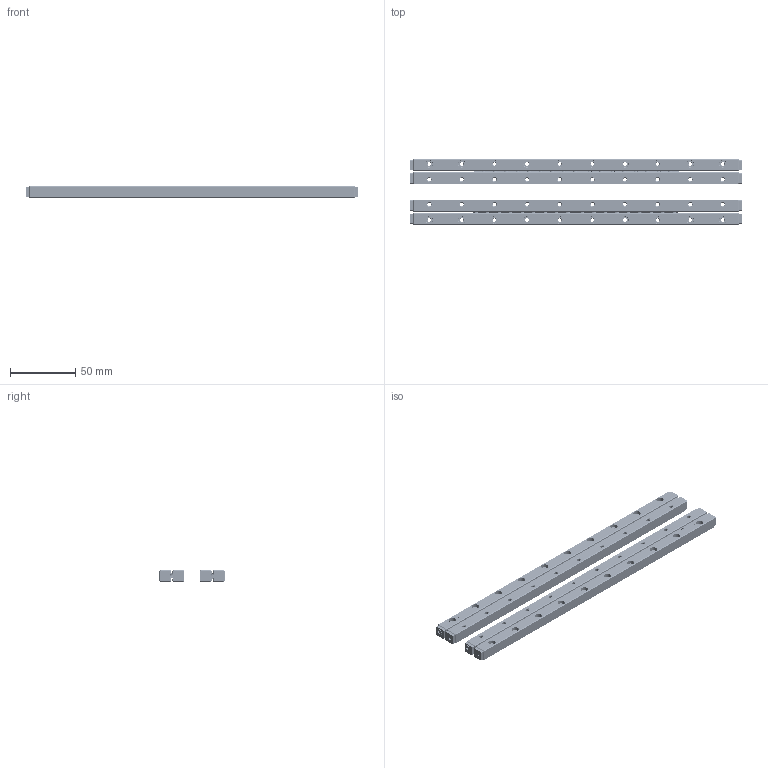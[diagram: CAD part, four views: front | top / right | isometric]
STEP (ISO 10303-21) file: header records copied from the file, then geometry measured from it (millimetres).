
FILE_DESCRIPTION(/* description */ (''),/* implementation_level */ '2;1');
FILE_NAME(/* name */ 'Set RNG-4250x35KRE_stp.stp',/* time_stamp */ '2025-04-28T11:39:44+02:00',/* author */ (''),/* organization */ (''),/* preprocessor_version */ 'ST-DEVELOPER v16.7',/* originating_system */ 'SIEMENS PLM Software NX 12.0',/* authorisation */ '');
FILE_SCHEMA (('AUTOMOTIVE_DESIGN { 1 0 10303 214 3 1 1 1 }'));
Products named in the file (1): Set RNG-4250x35KRE_stp
Bounding box: 254.4 x 50 x 9 mm (x, y, z)
Volume: 74462.1 mm3; surface area: 57839.1 mm2
Topology: 98 solids, 98 shells, 4554 faces, 12288 edges, 8034 vertices
Faces by surface type: plane 1888, cylinder 1438, torus 560, bspline 360, cone 308
Full cylindrical faces by diameter (mm): 0.5 x296, 2 x72, 2.26 x8, 2.65 x40, 3 x8, 3.2 x8, 3.5 x8, 4 x70, 5.5 x40, 6 x8
Entity records: 151765 total; most frequent: CARTESIAN_POINT 31999, DIRECTION 22906, ORIENTED_EDGE 22256, EDGE_CURVE 11128, AXIS2_PLACEMENT_3D 8623, VERTEX_POINT 7748, EDGE_LOOP 6196, LINE 5660
